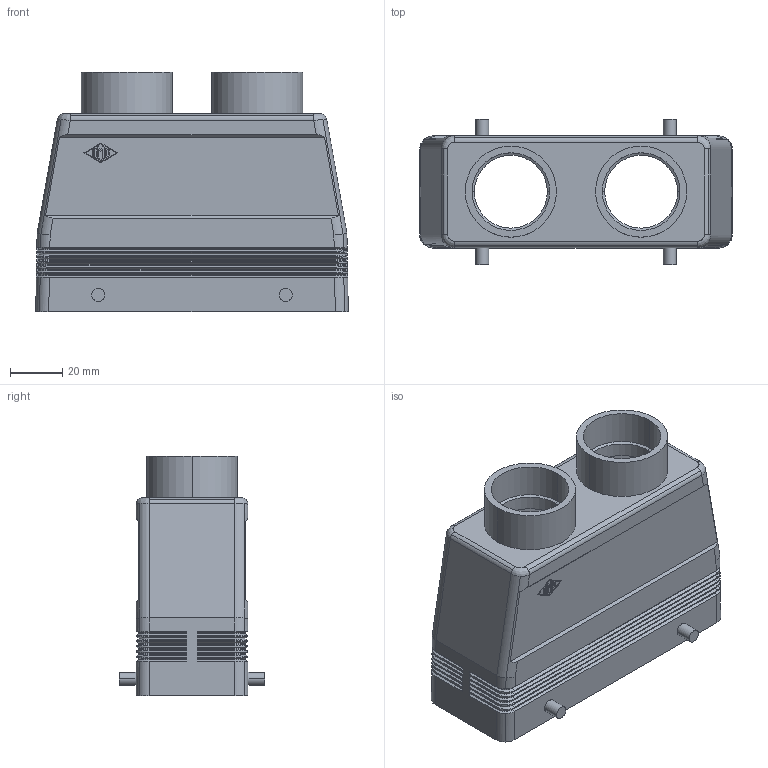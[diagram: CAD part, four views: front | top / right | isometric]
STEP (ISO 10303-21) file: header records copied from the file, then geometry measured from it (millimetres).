
FILE_DESCRIPTION((''),'2;1');
FILE_NAME('MAV 24.232.stp','2007-01-03T07:36:05',('gembarski'),(''),'Autodesk Inventor 7','Autodesk Inventor 7','');
FILE_SCHEMA(('AUTOMOTIVE_DESIGN { 1 0 10303 214 1 1 1 1 }'));
Length unit declared in the file: millimetre
Products named in the file (1): MAV 24.232
Bounding box: 120 x 56 x 92 mm (x, y, z)
Volume: 85949.9 mm3; surface area: 60576.1 mm2
Topology: 1 solids, 1 shells, 452 faces, 1131 edges, 690 vertices
Faces by surface type: plane 148, bspline 144, cylinder 134, cone 26
Entity records: 14708 total; most frequent: CARTESIAN_POINT 4446, ORIENTED_EDGE 2246, DIRECTION 1929, EDGE_CURVE 1123, VECTOR 743, LINE 743, VERTEX_POINT 690, AXIS2_PLACEMENT_3D 593
